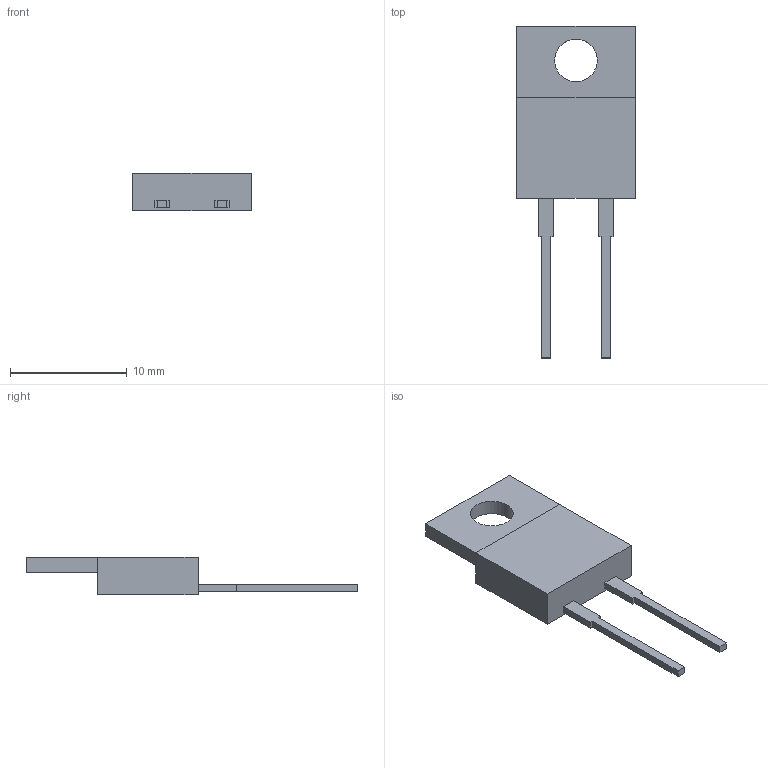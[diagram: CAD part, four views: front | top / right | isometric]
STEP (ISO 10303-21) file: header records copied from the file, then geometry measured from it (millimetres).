
FILE_DESCRIPTION(/* description */ (''),/* implementation_level */ '2;1');
FILE_NAME(/* name */ 'TR35_stp.stp',/* time_stamp */ '2019-07-09T19:43:59-04:00',/* author */ ('mulla'),/* organization */ (''),/* preprocessor_version */ 'ST-DEVELOPER v16.1',/* originating_system */ 'Autodesk Inventor 2016',/* authorisation */ '');
FILE_SCHEMA (('AUTOMOTIVE_DESIGN { 1 0 10303 214 3 1 1 }'));
Length unit declared in the file: millimetre
Products named in the file (1): TR35
Bounding box: 10.16 x 28.45 x 3.18 mm (x, y, z)
Volume: 361.7 mm3; surface area: 541.9 mm2
Topology: 4 solids, 4 shells, 33 faces, 75 edges, 50 vertices
Faces by surface type: plane 32, cylinder 1
Full cylindrical faces by diameter (mm): 3.65 x1
Entity records: 931 total; most frequent: CARTESIAN_POINT 158, ORIENTED_EDGE 148, DIRECTION 144, EDGE_CURVE 74, LINE 72, VECTOR 72, VERTEX_POINT 50, EDGE_LOOP 36
